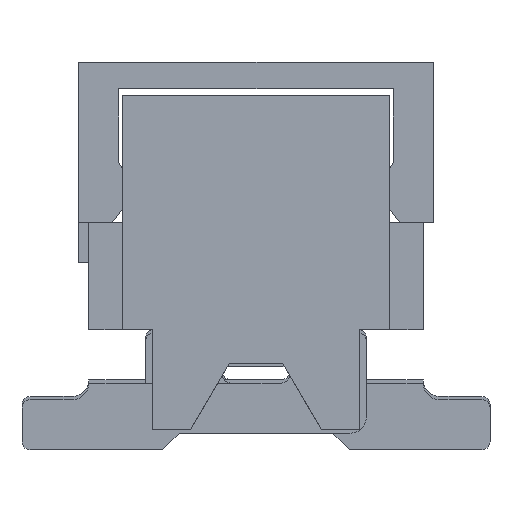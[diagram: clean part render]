
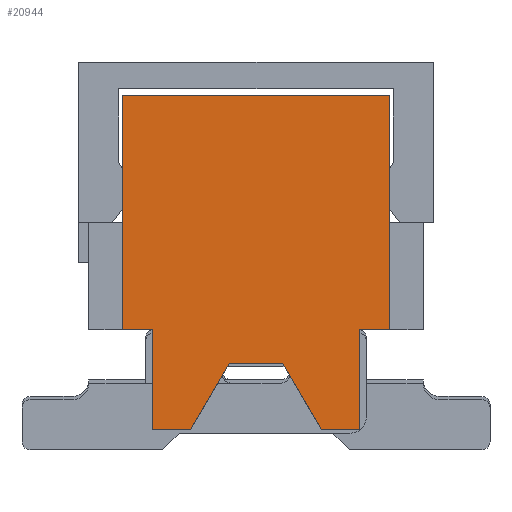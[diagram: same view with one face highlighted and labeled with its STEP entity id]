
A CAD part, left-side view. The second image highlights one B-rep face of the part: STEP entity #20944.
In plain terms, the highlighted planar face has unit normal (-1, 0, 0).
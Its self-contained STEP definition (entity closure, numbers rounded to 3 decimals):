
#3857=ORIENTED_EDGE('',*,*,#7050,.F.);
#3858=ORIENTED_EDGE('',*,*,#7045,.F.);
#3859=ORIENTED_EDGE('',*,*,#7051,.F.);
#3860=ORIENTED_EDGE('',*,*,#7052,.F.);
#3861=ORIENTED_EDGE('',*,*,#7053,.F.);
#3862=ORIENTED_EDGE('',*,*,#6856,.F.);
#3863=ORIENTED_EDGE('',*,*,#6854,.F.);
#3864=ORIENTED_EDGE('',*,*,#6984,.F.);
#3865=ORIENTED_EDGE('',*,*,#6987,.F.);
#3866=ORIENTED_EDGE('',*,*,#7000,.F.);
#3867=ORIENTED_EDGE('',*,*,#7054,.T.);
#3868=ORIENTED_EDGE('',*,*,#6777,.F.);
#3869=ORIENTED_EDGE('',*,*,#5426,.F.);
#3870=ORIENTED_EDGE('',*,*,#6783,.F.);
#5426=EDGE_CURVE('',#7659,#7660,#9157,.T.);
#6777=EDGE_CURVE('',#7660,#8585,#10238,.T.);
#6783=EDGE_CURVE('',#8587,#7659,#10244,.T.);
#6854=EDGE_CURVE('',#8627,#8628,#10315,.T.);
#6856=EDGE_CURVE('',#8628,#8629,#10317,.T.);
#6984=EDGE_CURVE('',#8700,#8627,#10445,.T.);
#6987=EDGE_CURVE('',#8701,#8700,#10448,.T.);
#7000=EDGE_CURVE('',#8708,#8701,#10461,.T.);
#7045=EDGE_CURVE('',#8733,#8734,#10506,.T.);
#7050=EDGE_CURVE('',#8734,#8587,#10511,.T.);
#7051=EDGE_CURVE('',#8738,#8733,#10512,.T.);
#7052=EDGE_CURVE('',#8739,#8738,#10513,.T.);
#7053=EDGE_CURVE('',#8629,#8739,#10514,.T.);
#7054=EDGE_CURVE('',#8708,#8585,#10515,.T.);
#7659=VERTEX_POINT('',#27145);
#7660=VERTEX_POINT('',#27146);
#8585=VERTEX_POINT('',#29809);
#8587=VERTEX_POINT('',#29818);
#8627=VERTEX_POINT('',#29953);
#8628=VERTEX_POINT('',#29955);
#8629=VERTEX_POINT('',#29959);
#8700=VERTEX_POINT('',#30197);
#8701=VERTEX_POINT('',#30202);
#8708=VERTEX_POINT('',#30225);
#8733=VERTEX_POINT('',#30295);
#8734=VERTEX_POINT('',#30297);
#8738=VERTEX_POINT('',#30308);
#8739=VERTEX_POINT('',#30310);
#9157=LINE('',#27144,#11117);
#10238=LINE('',#29808,#12198);
#10244=LINE('',#29817,#12204);
#10315=LINE('',#29954,#12275);
#10317=LINE('',#29958,#12277);
#10445=LINE('',#30198,#12405);
#10448=LINE('',#30203,#12408);
#10461=LINE('',#30226,#12421);
#10506=LINE('',#30296,#12466);
#10511=LINE('',#30306,#12471);
#10512=LINE('',#30307,#12472);
#10513=LINE('',#30309,#12473);
#10514=LINE('',#30311,#12474);
#10515=LINE('',#30312,#12475);
#11117=VECTOR('',#22799,1000.);
#12198=VECTOR('',#25194,1000.);
#12204=VECTOR('',#25202,1000.);
#12275=VECTOR('',#25323,1000.);
#12277=VECTOR('',#25327,1000.);
#12405=VECTOR('',#25535,1000.);
#12408=VECTOR('',#25540,1000.);
#12421=VECTOR('',#25559,1000.);
#12466=VECTOR('',#25604,1000.);
#12471=VECTOR('',#25611,1000.);
#12472=VECTOR('',#25612,1000.);
#12473=VECTOR('',#25613,1000.);
#12474=VECTOR('',#25614,1000.);
#12475=VECTOR('',#25615,1000.);
#13342=EDGE_LOOP('',(#3857,#3858,#3859,#3860,#3861,#3862,#3863,#3864,#3865,
#3866,#3867,#3868,#3869,#3870));
#14151=FACE_BOUND('',#13342,.T.);
#14805=PLANE('',#22028);
#20944=ADVANCED_FACE('',(#14151),#14805,.F.);
#22028=AXIS2_PLACEMENT_3D('',#30305,#25609,#25610);
#22799=DIRECTION('',(0.,-1.,0.));
#25194=DIRECTION('',(0.,0.,-1.));
#25202=DIRECTION('',(0.,0.,1.));
#25323=DIRECTION('',(0.,0.502,0.865));
#25327=DIRECTION('',(0.,1.,0.));
#25535=DIRECTION('',(0.,1.,0.));
#25540=DIRECTION('',(0.,0.,-1.));
#25559=DIRECTION('',(0.,1.,0.));
#25604=DIRECTION('',(0.,1.,0.));
#25609=DIRECTION('',(1.,0.,0.));
#25610=DIRECTION('',(0.,0.,-1.));
#25611=DIRECTION('',(0.,0.,1.));
#25612=DIRECTION('',(0.,0.,1.));
#25613=DIRECTION('',(0.,1.,0.));
#25614=DIRECTION('',(0.,0.502,-0.865));
#25615=DIRECTION('',(0.,0.,1.));
#27144=CARTESIAN_POINT('',(-5.345,2.,2.7));
#27145=CARTESIAN_POINT('',(-5.345,2.,2.7));
#27146=CARTESIAN_POINT('',(-5.345,-2.,2.7));
#29808=CARTESIAN_POINT('',(-5.345,-2.,2.7));
#29809=CARTESIAN_POINT('',(-5.345,-2.,0.8));
#29817=CARTESIAN_POINT('',(-5.345,2.,0.8));
#29818=CARTESIAN_POINT('',(-5.345,2.,0.8));
#29953=CARTESIAN_POINT('',(-5.345,-0.98,-2.3));
#29954=CARTESIAN_POINT('',(-5.345,-0.98,-2.3));
#29955=CARTESIAN_POINT('',(-5.345,-0.4,-1.3));
#29958=CARTESIAN_POINT('',(-5.345,-0.4,-1.3));
#29959=CARTESIAN_POINT('',(-5.345,0.4,-1.3));
#30197=CARTESIAN_POINT('',(-5.345,-1.55,-2.3));
#30198=CARTESIAN_POINT('',(-5.345,-1.55,-2.3));
#30202=CARTESIAN_POINT('',(-5.345,-1.55,-0.8));
#30203=CARTESIAN_POINT('',(-5.345,-1.55,-0.8));
#30225=CARTESIAN_POINT('',(-5.345,-2.,-0.8));
#30226=CARTESIAN_POINT('',(-5.345,-2.5,-0.8));
#30295=CARTESIAN_POINT('',(-5.345,1.55,-0.8));
#30296=CARTESIAN_POINT('',(-5.345,2.5,-0.8));
#30297=CARTESIAN_POINT('',(-5.345,2.,-0.8));
#30305=CARTESIAN_POINT('',(-5.345,0.,0.));
#30306=CARTESIAN_POINT('',(-5.345,2.,-0.8));
#30307=CARTESIAN_POINT('',(-5.345,1.55,-0.8));
#30308=CARTESIAN_POINT('',(-5.345,1.55,-2.3));
#30309=CARTESIAN_POINT('',(-5.345,0.98,-2.3));
#30310=CARTESIAN_POINT('',(-5.345,0.98,-2.3));
#30311=CARTESIAN_POINT('',(-5.345,0.4,-1.3));
#30312=CARTESIAN_POINT('',(-5.345,-2.,-0.8));
